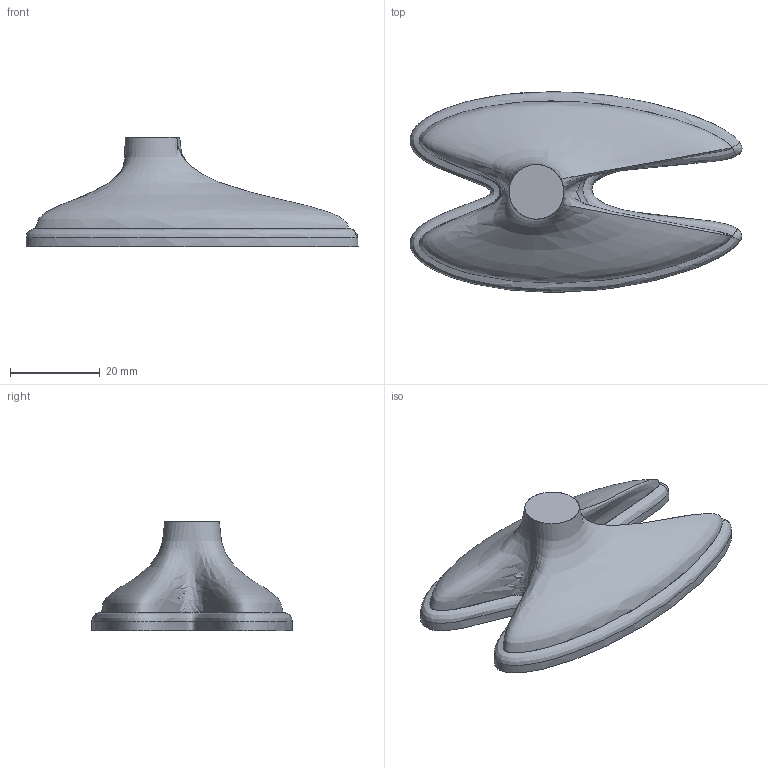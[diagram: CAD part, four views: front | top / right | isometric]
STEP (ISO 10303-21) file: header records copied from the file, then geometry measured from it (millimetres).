
FILE_DESCRIPTION(/* description */ (''),/* implementation_level */ '2;1');
FILE_NAME(/* name */ 'Camelfootv2.step',/* time_stamp */ '2024-11-12T22:44:33Z',/* author */ (''),/* organization */ (''),/* preprocessor_version */ 'ST-DEVELOPER v20',/* originating_system */ 'Autodesk Translation Framework v13.20.0.188',/* authorisation */ '');
FILE_SCHEMA (('AUTOMOTIVE_DESIGN { 1 0 10303 214 3 1 1 }'));
Length unit declared in the file: millimetre
Products named in the file (1): Camelfootv2
Bounding box: 74.03 x 44.72 x 24.39 mm (x, y, z)
Volume: 11608 mm3; surface area: 9718.8 mm2
Topology: 1 solids, 2 shells, 11 faces, 24 edges, 14 vertices
Faces by surface type: bspline 7, plane 3, cylinder 1
Full cylindrical faces by diameter (mm): 12.197 x1
Entity records: 2082 total; most frequent: CARTESIAN_POINT 1863, ORIENTED_EDGE 40, DIRECTION 24, EDGE_CURVE 22, VERTEX_POINT 14, B_SPLINE_CURVE_WITH_KNOTS 13, EDGE_LOOP 12, FACE_OUTER_BOUND 11
